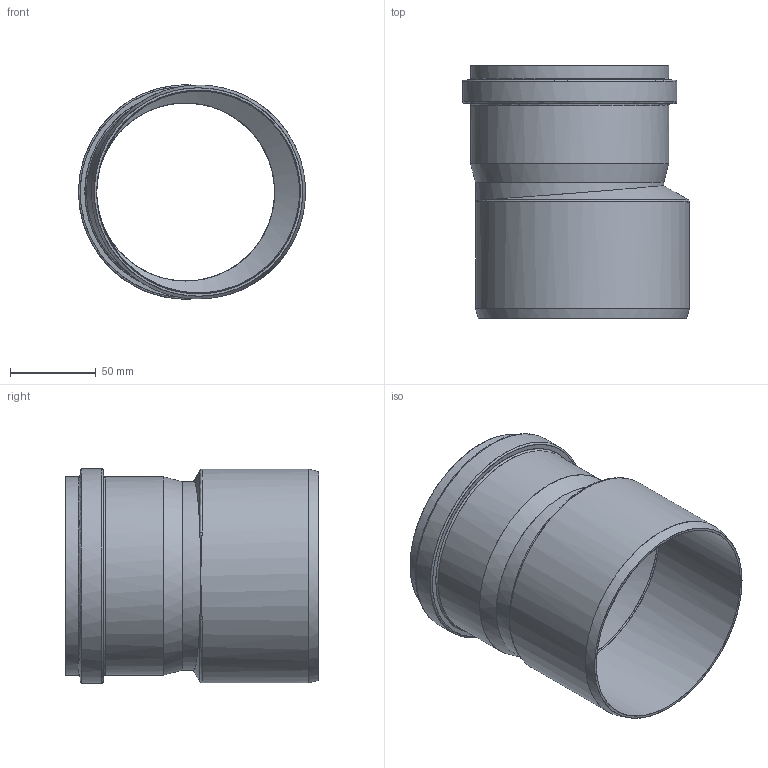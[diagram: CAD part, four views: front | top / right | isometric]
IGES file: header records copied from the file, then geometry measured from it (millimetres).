
Global section: file name: 0513255_ACE 110125.igs; native system: NX V4.0; preprocessor: UGS NX IGES V4.0; date: 20090715.125731; units: millimetre
Bounding box: 132.58 x 148 x 125.2 mm (x, y, z)
Surface area: 129511 mm2 (no closed solid volume)
Topology: 0 solids, 0 shells, 41 faces, 470 edges, 434 vertices
Faces by surface type: bspline 41
